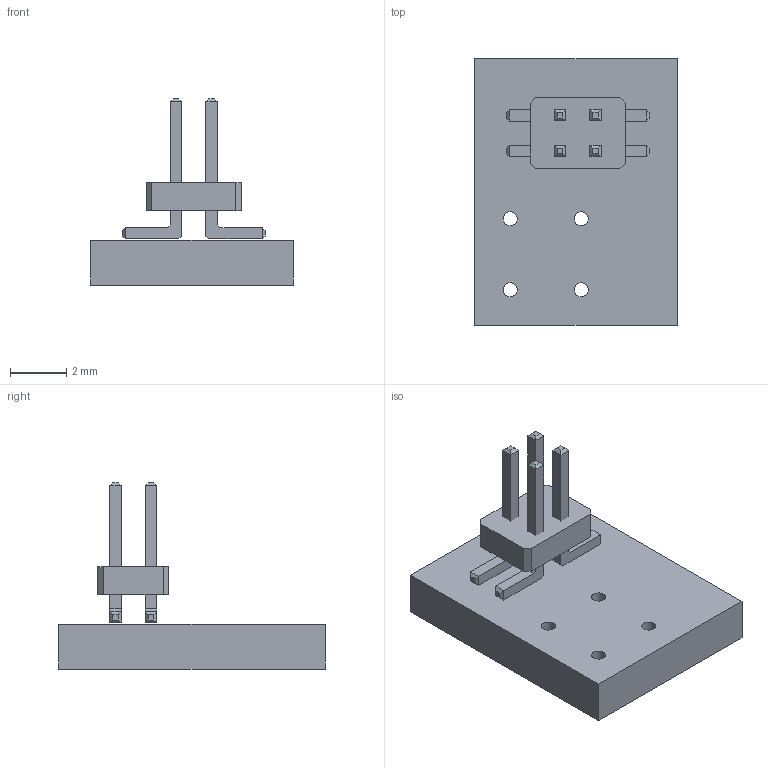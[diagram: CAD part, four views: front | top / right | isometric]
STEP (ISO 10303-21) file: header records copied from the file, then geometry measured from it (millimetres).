
FILE_DESCRIPTION(('KiCad electronic assembly'),'2;1');
FILE_NAME('crystalboard.step','2021-01-03T03:29:28',('Pcbnew'),('Kicad') ,'Open CASCADE STEP processor 6.9','KiCad to STEP converter','Unknown' );
FILE_SCHEMA(('AUTOMOTIVE_DESIGN { 1 0 10303 214 1 1 1 1 }'));
Length unit declared in the file: millimetre
Products named in the file (8): Open CASCADE STEP translator 6.9 1; PinHeader; SOLID; COMPOUND
Assembly tree (7 placements, depth 3):
  Open CASCADE STEP translator 6.9 1
    PinHeader
      SOLID
      SOLID
      SOLID
      SOLID
      SOLID
    COMPOUND
Bounding box: 7.24 x 9.53 x 6.65 mm (x, y, z)
Volume: 121.9 mm3; surface area: 271.7 mm2
Topology: 6 solids, 6 shells, 92 faces, 208 edges, 128 vertices
Faces by surface type: bspline 82, plane 6, cylinder 4
Full cylindrical faces by diameter (mm): 0.5 x4
Entity records: 4873 total; most frequent: CARTESIAN_POINT 1698, B_SPLINE_CURVE_WITH_KNOTS 552, ORIENTED_EDGE 416, PCURVE 416, DEFINITIONAL_REPRESENTATION 416, EDGE_CURVE 208, SURFACE_CURVE 204, VERTEX_POINT 128
